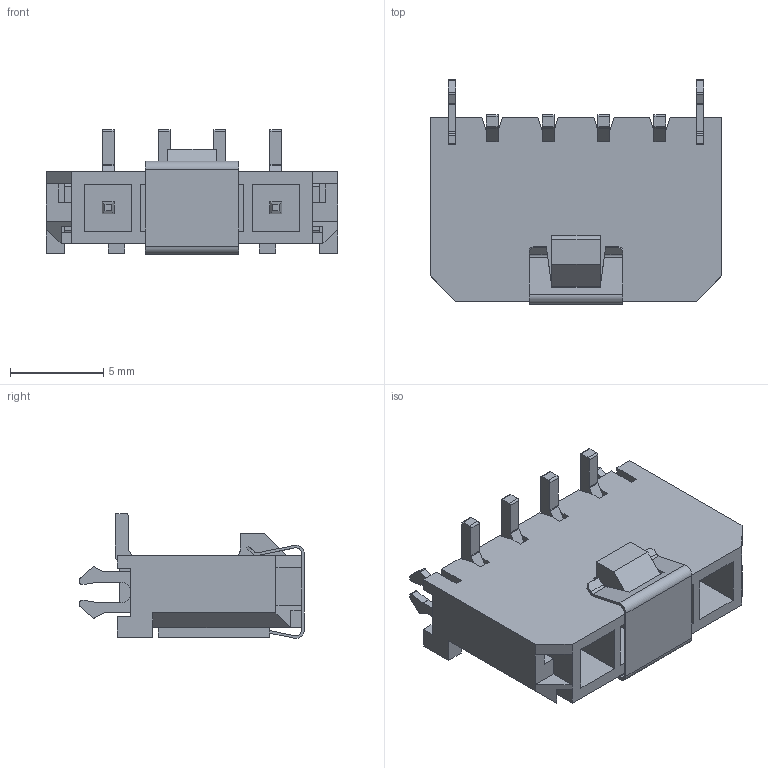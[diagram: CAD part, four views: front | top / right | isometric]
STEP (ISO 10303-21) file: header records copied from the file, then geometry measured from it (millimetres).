
FILE_DESCRIPTION(/* description */ ('Unknown'),/* implementation_level */ '2;1');
FILE_NAME(/* name */ '662304135922',/* time_stamp */ '2016-06-15T15:46:40+02:00',/* author */ ('Unknown'),/* organization */ ('Unknown'),/* preprocessor_version */ 'ST-DEVELOPER v16.7',/* originating_system */ 'DEX',/* authorisation */ $);
FILE_SCHEMA (('AUTOMOTIVE_DESIGN {1 0 10303 214 3 1 1}'));
Length unit declared in the file: millimetre
Products named in the file (5): 6623xx135922; 662304135922; 6623xx135922_Cap; 6623xx135922_Hook
Assembly tree (8 placements, depth 2):
  6623xx135922
    662304135922
    6623xx135922_Cap
    6623xx135922_Hook  x2
    6623xx135922  x4
Bounding box: 15.65 x 12.04 x 6.69 mm (x, y, z)
Volume: 386.9 mm3; surface area: 1253.2 mm2
Topology: 8 solids, 8 shells, 410 faces, 1155 edges, 756 vertices
Faces by surface type: plane 323, cylinder 87
Full cylindrical faces by diameter (mm): 1.3 x2
Entity records: 9392 total; most frequent: CARTESIAN_POINT 1651, ORIENTED_EDGE 1638, DIRECTION 1493, EDGE_CURVE 819, LINE 737, VECTOR 737, VERTEX_POINT 536, AXIS2_PLACEMENT_3D 378
